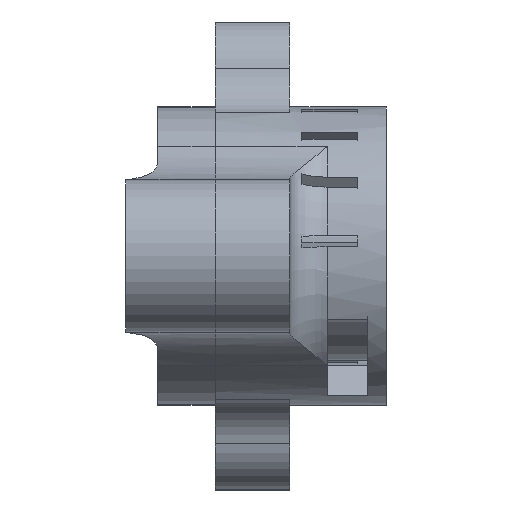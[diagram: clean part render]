
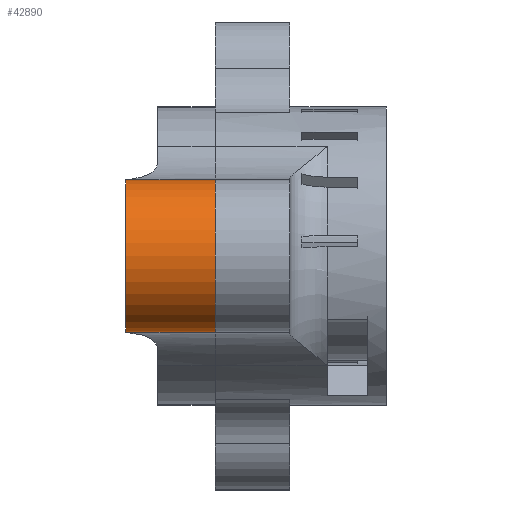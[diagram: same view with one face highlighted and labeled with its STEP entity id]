
A CAD part, left-side view. The second image highlights one B-rep face of the part: STEP entity #42890.
In plain terms, the highlighted cylindrical face has radius 20.5 mm (diameter 41 mm), a partial arc.
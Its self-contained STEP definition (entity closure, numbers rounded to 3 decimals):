
#6183=FACE_OUTER_BOUND('',#8729,.T.);
#8729=EDGE_LOOP('',(#39434,#39435,#39436,#39437));
#12133=LINE('',#76033,#15432);
#12134=LINE('',#76034,#15433);
#15432=VECTOR('',#59685,24.);
#15433=VECTOR('',#59686,24.);
#17579=CIRCLE('',#47465,20.5);
#17609=CIRCLE('',#47502,20.5);
#21576=VERTEX_POINT('',#75966);
#21577=VERTEX_POINT('',#75968);
#21601=VERTEX_POINT('',#76030);
#21602=VERTEX_POINT('',#76031);
#27578=EDGE_CURVE('',#21577,#21576,#17579,.F.);
#27609=EDGE_CURVE('',#21601,#21602,#17609,.T.);
#27610=EDGE_CURVE('',#21577,#21601,#12133,.T.);
#27611=EDGE_CURVE('',#21576,#21602,#12134,.T.);
#39434=ORIENTED_EDGE('',*,*,#27609,.F.);
#39435=ORIENTED_EDGE('',*,*,#27610,.F.);
#39436=ORIENTED_EDGE('',*,*,#27578,.T.);
#39437=ORIENTED_EDGE('',*,*,#27611,.T.);
#40731=CYLINDRICAL_SURFACE('',#47501,20.5);
#42890=ADVANCED_FACE('',(#6183),#40731,.T.);
#47465=AXIS2_PLACEMENT_3D('',#75969,#59608,#59609);
#47501=AXIS2_PLACEMENT_3D('',#76029,#59681,#59682);
#47502=AXIS2_PLACEMENT_3D('',#76032,#59683,#59684);
#59608=DIRECTION('center_axis',(0.,1.,0.));
#59609=DIRECTION('ref_axis',(0.,0.,1.));
#59681=DIRECTION('center_axis',(0.,1.,0.));
#59682=DIRECTION('ref_axis',(0.,0.,1.));
#59683=DIRECTION('center_axis',(0.,-1.,0.));
#59684=DIRECTION('ref_axis',(0.,0.,-1.));
#59685=DIRECTION('',(0.,-1.,0.));
#59686=DIRECTION('',(0.,-1.,0.));
#75966=CARTESIAN_POINT('',(-50.,10.5,-20.5));
#75968=CARTESIAN_POINT('',(-50.,10.5,20.5));
#75969=CARTESIAN_POINT('Origin',(-50.,10.5,0.));
#76029=CARTESIAN_POINT('Origin',(-50.,-9.5,0.));
#76030=CARTESIAN_POINT('',(-50.,-13.5,20.5));
#76031=CARTESIAN_POINT('',(-50.,-13.5,-20.5));
#76032=CARTESIAN_POINT('Origin',(-50.,-13.5,0.));
#76033=CARTESIAN_POINT('',(-50.,10.5,20.5));
#76034=CARTESIAN_POINT('',(-50.,10.5,-20.5));
